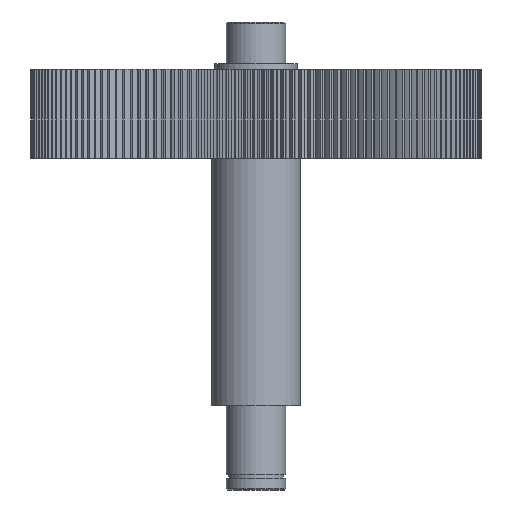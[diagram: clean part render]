
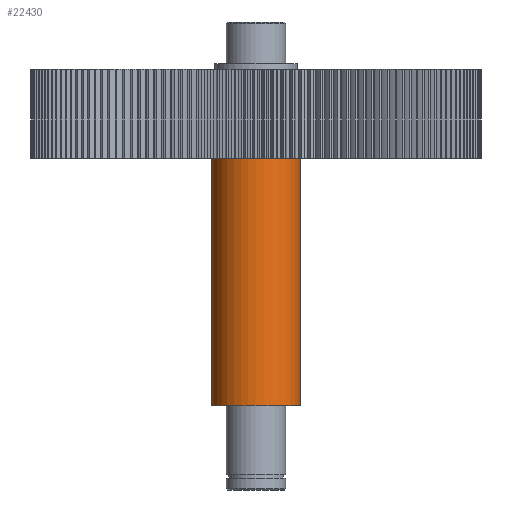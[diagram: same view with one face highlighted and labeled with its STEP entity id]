
A CAD part, front view. The second image highlights one B-rep face of the part: STEP entity #22430.
In plain terms, the highlighted cylindrical face has radius 15 mm (diameter 30 mm), a full revolution.
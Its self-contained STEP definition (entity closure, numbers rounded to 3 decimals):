
#22371=CARTESIAN_POINT('',(15.,0.,28.378));
#22372=VERTEX_POINT('',#22371);
#22373=CARTESIAN_POINT('',(-15.,0.,28.378));
#22374=VERTEX_POINT('',#22373);
#22375=CARTESIAN_POINT('',(0.,0.,28.378));
#22376=DIRECTION('',(1.,0.,0.));
#22377=DIRECTION('',(-0.,0.,-1.));
#22378=AXIS2_PLACEMENT_3D('',#22375,#22377,#22376);
#22379=CIRCLE('',#22378,15.);
#22380=EDGE_CURVE('',#22372,#22374,#22379,.T.);
#22382=CARTESIAN_POINT('',(0.,0.,28.378));
#22383=DIRECTION('',(-1.,0.,0.));
#22384=DIRECTION('',(0.,0.,-1.));
#22385=AXIS2_PLACEMENT_3D('',#22382,#22384,#22383);
#22386=CIRCLE('',#22385,15.);
#22387=EDGE_CURVE('',#22374,#22372,#22386,.T.);
#22396=CARTESIAN_POINT('',(0.,0.,28.378));
#22397=DIRECTION('',(-1.,0.,0.));
#22398=DIRECTION('',(0.,0.,1.));
#22399=AXIS2_PLACEMENT_3D('',#22396,#22398,#22397);
#22400=CYLINDRICAL_SURFACE('',#22399,15.);
#22401=CARTESIAN_POINT('',(15.,0.,111.8));
#22402=VERTEX_POINT('',#22401);
#22403=CARTESIAN_POINT('',(-15.,0.,111.8));
#22404=VERTEX_POINT('',#22403);
#22405=CARTESIAN_POINT('',(0.,0.,111.8));
#22406=DIRECTION('',(1.,0.,0.));
#22407=DIRECTION('',(0.,0.,-1.));
#22408=AXIS2_PLACEMENT_3D('',#22405,#22407,#22406);
#22409=CIRCLE('',#22408,15.);
#22410=EDGE_CURVE('',#22402,#22404,#22409,.T.);
#22411=ORIENTED_EDGE('E46',*,*,#22410,.T.);
#22412=CARTESIAN_POINT('',(-15.,0.,111.8));
#22413=DIRECTION('',(0.,0.,-1.));
#22414=VECTOR('',#22413,83.422);
#22415=LINE('',#22412,#22414);
#22416=EDGE_CURVE('',#22404,#22374,#22415,.T.);
#22417=ORIENTED_EDGE('E47',*,*,#22416,.T.);
#22418=ORIENTED_EDGE('E47',*,*,#22380,.F.);
#22419=ORIENTED_EDGE('E47',*,*,#22387,.F.);
#22420=ORIENTED_EDGE('E47',*,*,#22416,.F.);
#22421=CARTESIAN_POINT('',(0.,0.,111.8));
#22422=DIRECTION('',(-1.,0.,0.));
#22423=DIRECTION('',(0.,0.,-1.));
#22424=AXIS2_PLACEMENT_3D('',#22421,#22423,#22422);
#22425=CIRCLE('',#22424,15.);
#22426=EDGE_CURVE('',#22404,#22402,#22425,.T.);
#22427=ORIENTED_EDGE('E48',*,*,#22426,.T.);
#22428=EDGE_LOOP('',(#22411,#22417,#22418,#22419,#22420,#22427));
#22429=FACE_OUTER_BOUND('',#22428,.T.);
#22430=ADVANCED_FACE('F19',(#22429),#22400,.T.);
